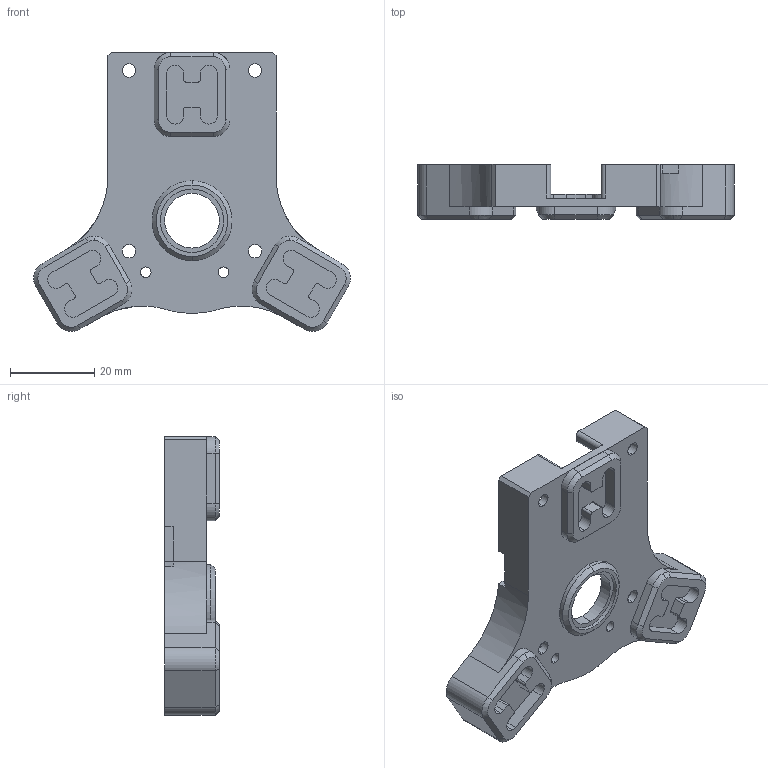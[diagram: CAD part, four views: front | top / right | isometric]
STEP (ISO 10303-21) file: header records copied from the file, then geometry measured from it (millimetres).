
FILE_DESCRIPTION (( 'STEP AP203' ), '1' );
FILE_NAME ('Corps principal Parti Fixe.STEP', '2020-09-01T20:47:49', ( '' ), ( '' ), 'SwSTEP 2.0', 'SolidWorks 2018', '' );
FILE_SCHEMA (( 'CONFIG_CONTROL_DESIGN' ));
Length unit declared in the file: millimetre
Products named in the file (1): Corps principal Parti Fixe
Bounding box: 75.36 x 13 x 66.33 mm (x, y, z)
Volume: 12733.6 mm3; surface area: 11185.6 mm2
Topology: 1 solids, 1 shells, 213 faces, 584 edges, 380 vertices
Faces by surface type: cylinder 106, plane 91, cone 16
Entity records: 6921 total; most frequent: DIRECTION 1254, CARTESIAN_POINT 1178, ORIENTED_EDGE 1168, EDGE_CURVE 584, AXIS2_PLACEMENT_3D 456, VERTEX_POINT 380, VECTOR 342, LINE 342
